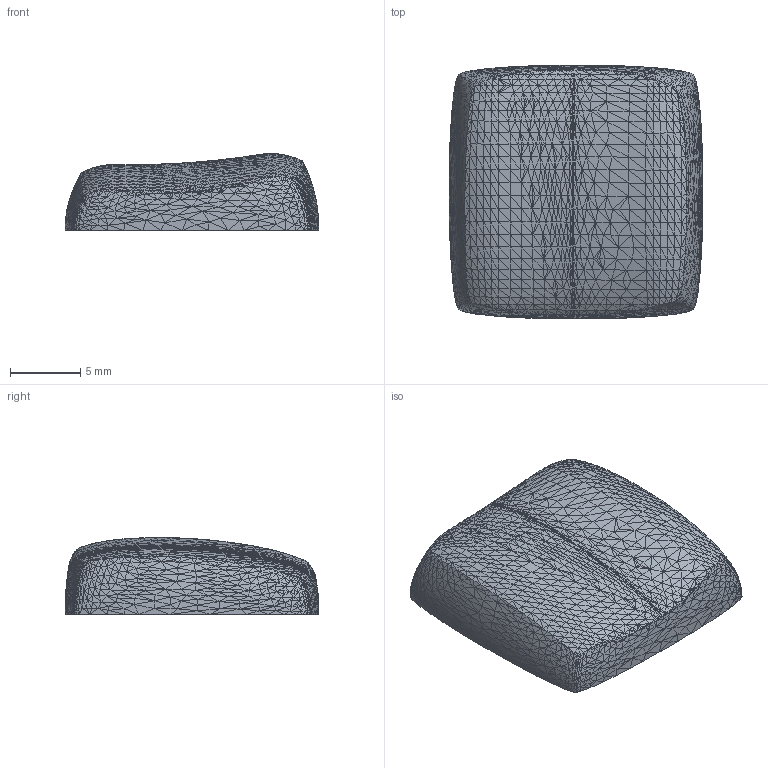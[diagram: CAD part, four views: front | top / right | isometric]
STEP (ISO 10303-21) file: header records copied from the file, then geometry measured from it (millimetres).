
FILE_DESCRIPTION(('FreeCAD Model'),'2;1');
FILE_NAME('Open CASCADE Shape Model','2026-02-01T01:25:44',(''),(''), 'Open CASCADE STEP processor 7.8','FreeCAD','Unknown');
FILE_SCHEMA(('AUTOMOTIVE_DESIGN { 1 0 10303 214 1 1 1 1 }'));
Products named in the file (1): Body
Bounding box: 18.05 x 18.06 x 5.47 mm (x, y, z)
Volume: 862.9 mm3; surface area: 929.8 mm2
Topology: 1 solids, 1 shells, 3770 faces, 5671 edges, 1903 vertices
Faces by surface type: plane 3770
Entity records: 73693 total; most frequent: DIRECTION 13213, CARTESIAN_POINT 11345, ORIENTED_EDGE 11342, EDGE_CURVE 5671, LINE 5671, VECTOR 5671, AXIS2_PLACEMENT_3D 3771, ADVANCED_FACE 3770
